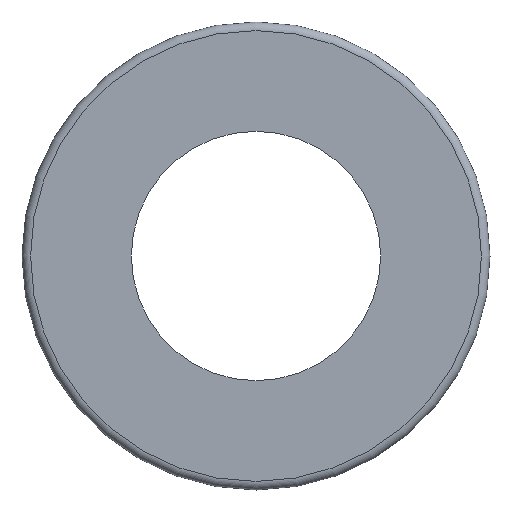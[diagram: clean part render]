
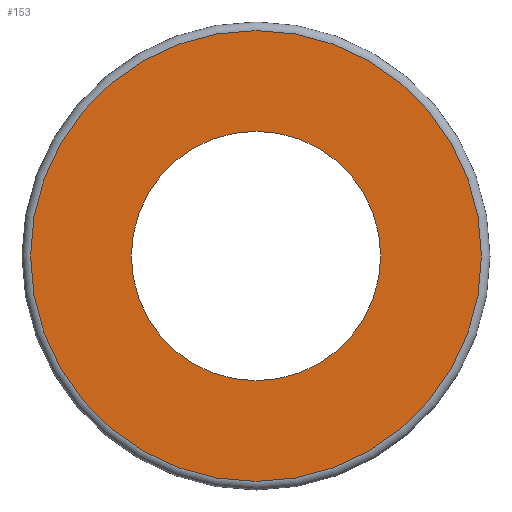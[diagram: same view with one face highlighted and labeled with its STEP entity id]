
A CAD part, left-side view. The second image highlights one B-rep face of the part: STEP entity #153.
In plain terms, the highlighted planar face has unit normal (-1, 0, 0).
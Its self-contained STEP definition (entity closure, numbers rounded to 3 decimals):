
#20=FACE_BOUND('',#41,.T.);
#23=PLANE('',#195);
#29=FACE_OUTER_BOUND('',#40,.T.);
#40=EDGE_LOOP('',(#123));
#41=EDGE_LOOP('',(#124));
#66=CIRCLE('',#194,5.244);
#67=CIRCLE('',#196,2.9);
#80=VERTEX_POINT('',#285);
#81=VERTEX_POINT('',#289);
#96=EDGE_CURVE('',#80,#80,#66,.T.);
#97=EDGE_CURVE('',#81,#81,#67,.T.);
#123=ORIENTED_EDGE('',*,*,#96,.F.);
#124=ORIENTED_EDGE('',*,*,#97,.T.);
#153=ADVANCED_FACE('',(#29,#20),#23,.T.);
#194=AXIS2_PLACEMENT_3D('',#287,#235,#236);
#195=AXIS2_PLACEMENT_3D('',#288,#237,#238);
#196=AXIS2_PLACEMENT_3D('',#290,#239,#240);
#235=DIRECTION('center_axis',(1.,0.,0.));
#236=DIRECTION('ref_axis',(0.,-1.,0.));
#237=DIRECTION('center_axis',(-1.,0.,0.));
#238=DIRECTION('ref_axis',(0.,0.,1.));
#239=DIRECTION('center_axis',(1.,0.,0.));
#240=DIRECTION('ref_axis',(0.,0.,-1.));
#285=CARTESIAN_POINT('',(0.,0.,5.244));
#287=CARTESIAN_POINT('Origin',(0.,0.,0.));
#288=CARTESIAN_POINT('Origin',(0.,5.5,0.));
#289=CARTESIAN_POINT('',(0.,-2.9,0.));
#290=CARTESIAN_POINT('Origin',(0.,0.,0.));
